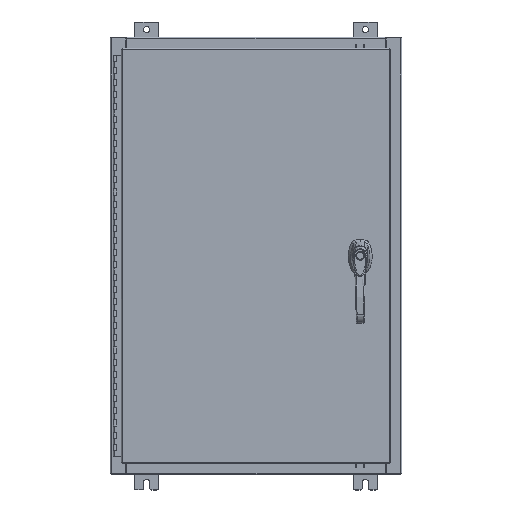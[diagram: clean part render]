
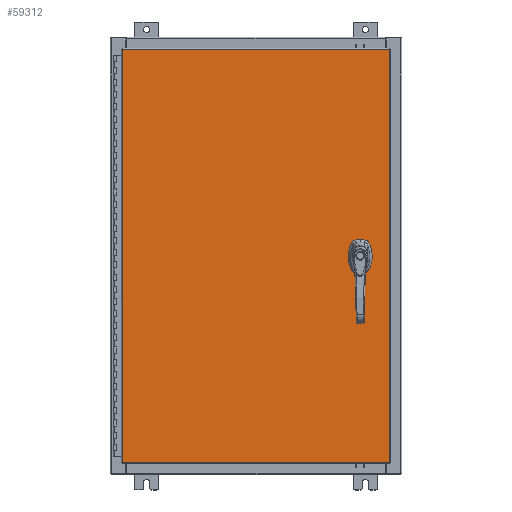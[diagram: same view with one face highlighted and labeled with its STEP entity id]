
A CAD part, top view. The second image highlights one B-rep face of the part: STEP entity #59312.
In plain terms, the highlighted planar face has unit normal (0, 0, 1).
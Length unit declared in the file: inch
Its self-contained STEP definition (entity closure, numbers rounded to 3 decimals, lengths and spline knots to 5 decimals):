
#39 = EDGE_CURVE ( 'NONE', #46289, #8404, #94781, .T. ) ;
#894 = CARTESIAN_POINT ( 'NONE',  ( -10.9903, 17.0063, 0. ) ) ;
#1587 = VECTOR ( 'NONE', #107518, 39.37008 ) ;
#1818 = VECTOR ( 'NONE', #85009, 39.37008 ) ;
#2586 = CARTESIAN_POINT ( 'NONE',  ( 0., -0.403, 0. ) ) ;
#5397 = ORIENTED_EDGE ( 'NONE', *, *, #63762, .F. ) ;
#5842 = DIRECTION ( 'NONE',  ( 1., 0., 0. ) ) ;
#6270 = CARTESIAN_POINT ( 'NONE',  ( 8.77823, -0.403, 0. ) ) ;
#8340 = ORIENTED_EDGE ( 'NONE', *, *, #12991, .T. ) ;
#8404 = VERTEX_POINT ( 'NONE', #29296 ) ;
#9432 = CARTESIAN_POINT ( 'NONE',  ( 0., 0., 0. ) ) ;
#10787 = DIRECTION ( 'NONE',  ( 0., 0., 1. ) ) ;
#11432 = VERTEX_POINT ( 'NONE', #98628 ) ;
#11591 = ORIENTED_EDGE ( 'NONE', *, *, #23893, .F. ) ;
#12175 = DIRECTION ( 'NONE',  ( 1., 0., 0. ) ) ;
#12815 = ORIENTED_EDGE ( 'NONE', *, *, #21203, .F. ) ;
#12938 = CARTESIAN_POINT ( 'NONE',  ( 10.9903, -17.0063, 0. ) ) ;
#12991 = EDGE_CURVE ( 'NONE', #18309, #42766, #14539, .T. ) ;
#14539 = LINE ( 'NONE', #12938, #36822 ) ;
#16420 = EDGE_CURVE ( 'NONE', #11432, #103810, #37909, .T. ) ;
#16508 = VERTEX_POINT ( 'NONE', #19061 ) ;
#16939 = DIRECTION ( 'NONE',  ( 0., -1., 0. ) ) ;
#17360 = FACE_OUTER_BOUND ( 'NONE', #73732, .T. ) ;
#17823 = DIRECTION ( 'NONE',  ( 0., -1., 0. ) ) ;
#18153 = PLANE ( 'NONE',  #68906 ) ;
#18195 = CIRCLE ( 'NONE', #30595, 0.45 ) ;
#18309 = VERTEX_POINT ( 'NONE', #40254 ) ;
#18698 = CARTESIAN_POINT ( 'NONE',  ( 10.9903, 17.0063, 0. ) ) ;
#18966 = DIRECTION ( 'NONE',  ( 0., 0., -1. ) ) ;
#19061 = CARTESIAN_POINT ( 'NONE',  ( 8.37777, -0.403, 0. ) ) ;
#20870 = CARTESIAN_POINT ( 'NONE',  ( -10.9903, -17.0063, 0. ) ) ;
#21203 = EDGE_CURVE ( 'NONE', #8404, #54369, #26803, .T. ) ;
#21640 = EDGE_LOOP ( 'NONE', ( #11591, #66230 ) ) ;
#21865 = CARTESIAN_POINT ( 'NONE',  ( 8.175, 0., 0. ) ) ;
#22096 = EDGE_CURVE ( 'NONE', #63739, #71899, #60788, .T. ) ;
#23893 = EDGE_CURVE ( 'NONE', #71899, #63739, #41944, .T. ) ;
#25762 = VECTOR ( 'NONE', #53649, 39.37008 ) ;
#26803 = LINE ( 'NONE', #21865, #1587 ) ;
#27647 = ORIENTED_EDGE ( 'NONE', *, *, #112965, .F. ) ;
#28669 = LINE ( 'NONE', #2586, #101551 ) ;
#29296 = CARTESIAN_POINT ( 'NONE',  ( 8.175, 0.20023, 0. ) ) ;
#29898 = CARTESIAN_POINT ( 'NONE',  ( 8.37777, 0.403, 0. ) ) ;
#30434 = CARTESIAN_POINT ( 'NONE',  ( 8.4065, -1.338, 0. ) ) ;
#30595 = AXIS2_PLACEMENT_3D ( 'NONE', #119807, #62606, #5842 ) ;
#34621 = EDGE_CURVE ( 'NONE', #120550, #46289, #50992, .T. ) ;
#36822 = VECTOR ( 'NONE', #66382, 39.37008 ) ;
#36929 = CARTESIAN_POINT ( 'NONE',  ( 8.981, 0., 0. ) ) ;
#37909 = LINE ( 'NONE', #36929, #57140 ) ;
#39066 = VECTOR ( 'NONE', #39955, 39.37008 ) ;
#39914 = EDGE_CURVE ( 'NONE', #42766, #89559, #102902, .T. ) ;
#39955 = DIRECTION ( 'NONE',  ( 1., 0., 0. ) ) ;
#40254 = CARTESIAN_POINT ( 'NONE',  ( 10.9903, -17.0063, 0. ) ) ;
#41944 = CIRCLE ( 'NONE', #97875, 0.1715 ) ;
#42045 = EDGE_LOOP ( 'NONE', ( #67714, #27647, #5397, #121386, #12815, #67839, #48553, #108078 ) ) ;
#42766 = VERTEX_POINT ( 'NONE', #76727 ) ;
#44420 = CARTESIAN_POINT ( 'NONE',  ( 8.578, 0., 0. ) ) ;
#44692 = CARTESIAN_POINT ( 'NONE',  ( 8.578, -1.338, 0. ) ) ;
#46289 = VERTEX_POINT ( 'NONE', #29898 ) ;
#46492 = CARTESIAN_POINT ( 'NONE',  ( 8.77823, 0.403, 0. ) ) ;
#48542 = CARTESIAN_POINT ( 'NONE',  ( 8.578, 0., 0. ) ) ;
#48553 = ORIENTED_EDGE ( 'NONE', *, *, #34621, .F. ) ;
#50992 = LINE ( 'NONE', #62750, #25762 ) ;
#53649 = DIRECTION ( 'NONE',  ( -1., 0., 0. ) ) ;
#53945 = DIRECTION ( 'NONE',  ( 1., 0., 0. ) ) ;
#54244 = DIRECTION ( 'NONE',  ( 1., 0., 0. ) ) ;
#54369 = VERTEX_POINT ( 'NONE', #86959 ) ;
#57140 = VECTOR ( 'NONE', #17823, 39.37008 ) ;
#58102 = DIRECTION ( 'NONE',  ( 1., 0., 0. ) ) ;
#59117 = LINE ( 'NONE', #102564, #106859 ) ;
#59312 = ADVANCED_FACE ( 'NONE', ( #73726, #17360, #64772 ), #18153, .F. ) ;
#60788 = CIRCLE ( 'NONE', #107421, 0.1715 ) ;
#62606 = DIRECTION ( 'NONE',  ( 0., 0., 1. ) ) ;
#62750 = CARTESIAN_POINT ( 'NONE',  ( 0., 0.403, 0. ) ) ;
#63739 = VERTEX_POINT ( 'NONE', #30434 ) ;
#63762 = EDGE_CURVE ( 'NONE', #16508, #71432, #28669, .T. ) ;
#63882 = AXIS2_PLACEMENT_3D ( 'NONE', #44420, #111012, #53945 ) ;
#64707 = ORIENTED_EDGE ( 'NONE', *, *, #82141, .T. ) ;
#64772 = FACE_BOUND ( 'NONE', #42045, .T. ) ;
#66230 = ORIENTED_EDGE ( 'NONE', *, *, #22096, .F. ) ;
#66382 = DIRECTION ( 'NONE',  ( 0., 1., 0. ) ) ;
#67535 = CARTESIAN_POINT ( 'NONE',  ( 8.578, -1.338, 0. ) ) ;
#67714 = ORIENTED_EDGE ( 'NONE', *, *, #16420, .T. ) ;
#67766 = AXIS2_PLACEMENT_3D ( 'NONE', #48542, #115226, #58102 ) ;
#67839 = ORIENTED_EDGE ( 'NONE', *, *, #39, .F. ) ;
#68906 = AXIS2_PLACEMENT_3D ( 'NONE', #9432, #18966, #85304 ) ;
#70742 = ORIENTED_EDGE ( 'NONE', *, *, #102152, .T. ) ;
#71432 = VERTEX_POINT ( 'NONE', #6270 ) ;
#71899 = VERTEX_POINT ( 'NONE', #74078 ) ;
#73726 = FACE_BOUND ( 'NONE', #21640, .T. ) ;
#73732 = EDGE_LOOP ( 'NONE', ( #70742, #8340, #109501, #64707 ) ) ;
#74078 = CARTESIAN_POINT ( 'NONE',  ( 8.7495, -1.338, 0. ) ) ;
#76727 = CARTESIAN_POINT ( 'NONE',  ( 10.9903, 17.0063, 0. ) ) ;
#77114 = DIRECTION ( 'NONE',  ( 1., 0., 0. ) ) ;
#82141 = EDGE_CURVE ( 'NONE', #89559, #109991, #59117, .T. ) ;
#84793 = CIRCLE ( 'NONE', #63882, 0.45 ) ;
#85009 = DIRECTION ( 'NONE',  ( -1., 0., 0. ) ) ;
#85304 = DIRECTION ( 'NONE',  ( -1., 0., 0. ) ) ;
#86467 = CARTESIAN_POINT ( 'NONE',  ( 8.578, 0., 0. ) ) ;
#86959 = CARTESIAN_POINT ( 'NONE',  ( 8.175, -0.20023, 0. ) ) ;
#88786 = DIRECTION ( 'NONE',  ( 1., 0., 0. ) ) ;
#89517 = LINE ( 'NONE', #20870, #39066 ) ;
#89559 = VERTEX_POINT ( 'NONE', #894 ) ;
#92060 = AXIS2_PLACEMENT_3D ( 'NONE', #86467, #102970, #88786 ) ;
#94781 = CIRCLE ( 'NONE', #92060, 0.45 ) ;
#97875 = AXIS2_PLACEMENT_3D ( 'NONE', #67535, #10787, #77114 ) ;
#98628 = CARTESIAN_POINT ( 'NONE',  ( 8.981, 0.20023, 0. ) ) ;
#99628 = CARTESIAN_POINT ( 'NONE',  ( 8.981, -0.20023, 0. ) ) ;
#101551 = VECTOR ( 'NONE', #12175, 39.37008 ) ;
#102152 = EDGE_CURVE ( 'NONE', #109991, #18309, #89517, .T. ) ;
#102514 = EDGE_CURVE ( 'NONE', #54369, #16508, #18195, .T. ) ;
#102564 = CARTESIAN_POINT ( 'NONE',  ( -10.9903, 17.0063, 0. ) ) ;
#102902 = LINE ( 'NONE', #18698, #1818 ) ;
#102970 = DIRECTION ( 'NONE',  ( 0., 0., 1. ) ) ;
#103316 = EDGE_CURVE ( 'NONE', #11432, #120550, #84793, .T. ) ;
#103810 = VERTEX_POINT ( 'NONE', #99628 ) ;
#106859 = VECTOR ( 'NONE', #16939, 39.37008 ) ;
#107421 = AXIS2_PLACEMENT_3D ( 'NONE', #44692, #111292, #54244 ) ;
#107518 = DIRECTION ( 'NONE',  ( 0., -1., 0. ) ) ;
#108078 = ORIENTED_EDGE ( 'NONE', *, *, #103316, .F. ) ;
#109501 = ORIENTED_EDGE ( 'NONE', *, *, #39914, .T. ) ;
#109991 = VERTEX_POINT ( 'NONE', #116379 ) ;
#111012 = DIRECTION ( 'NONE',  ( 0., 0., 1. ) ) ;
#111292 = DIRECTION ( 'NONE',  ( 0., 0., 1. ) ) ;
#112965 = EDGE_CURVE ( 'NONE', #71432, #103810, #118724, .T. ) ;
#115226 = DIRECTION ( 'NONE',  ( 0., 0., 1. ) ) ;
#116379 = CARTESIAN_POINT ( 'NONE',  ( -10.9903, -17.0063, 0. ) ) ;
#118724 = CIRCLE ( 'NONE', #67766, 0.45 ) ;
#119807 = CARTESIAN_POINT ( 'NONE',  ( 8.578, 0., 0. ) ) ;
#120550 = VERTEX_POINT ( 'NONE', #46492 ) ;
#121386 = ORIENTED_EDGE ( 'NONE', *, *, #102514, .F. ) ;
